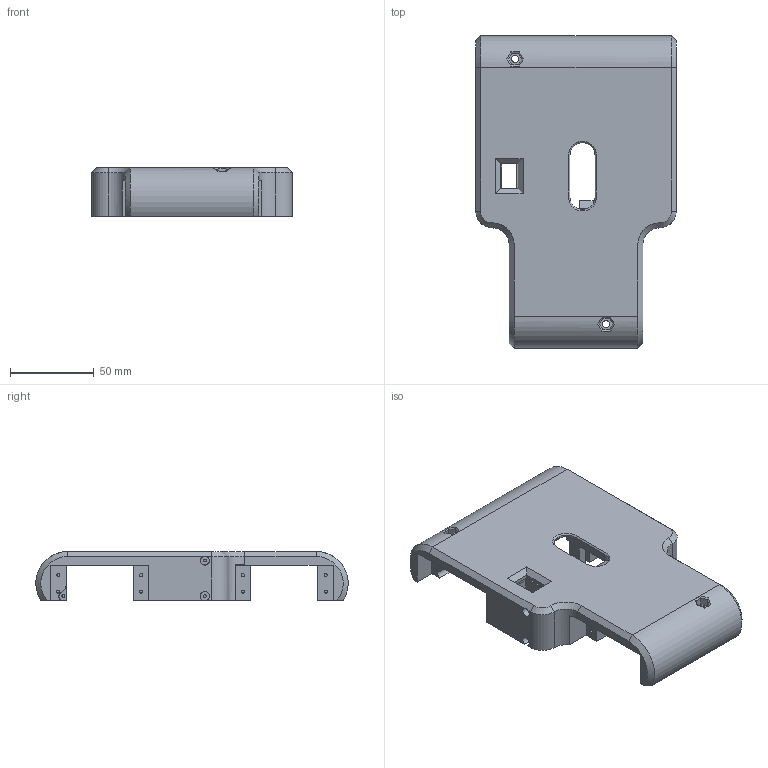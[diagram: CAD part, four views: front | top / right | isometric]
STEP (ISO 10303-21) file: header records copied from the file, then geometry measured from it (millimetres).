
FILE_DESCRIPTION(/* description */ (''),/* implementation_level */ '2;1');
FILE_NAME(/* name */ 'wsbot torso v12.step',/* time_stamp */ '2024-09-29T01:13:06+02:00',/* author */ (''),/* organization */ (''),/* preprocessor_version */ 'ST-DEVELOPER v20',/* originating_system */ 'Autodesk Translation Framework v13.20.0.188',/* authorisation */ '');
FILE_SCHEMA (('AUTOMOTIVE_DESIGN { 1 0 10303 214 3 1 1 }'));
Length unit declared in the file: millimetre
Products named in the file (1): wsbot torso
Bounding box: 120 x 186.89 x 29.25 mm (x, y, z)
Volume: 238023.3 mm3; surface area: 69732.5 mm2
Topology: 1 solids, 1 shells, 224 faces, 592 edges, 386 vertices
Faces by surface type: plane 161, cylinder 45, cone 10, bspline 8
Full cylindrical faces by diameter (mm): 1.7 x8, 1.8 x18, 4.4 x2, 5.4 x1
Entity records: 7342 total; most frequent: CARTESIAN_POINT 1738, ORIENTED_EDGE 1184, DIRECTION 1075, EDGE_CURVE 592, LINE 437, VECTOR 437, VERTEX_POINT 386, AXIS2_PLACEMENT_3D 319
